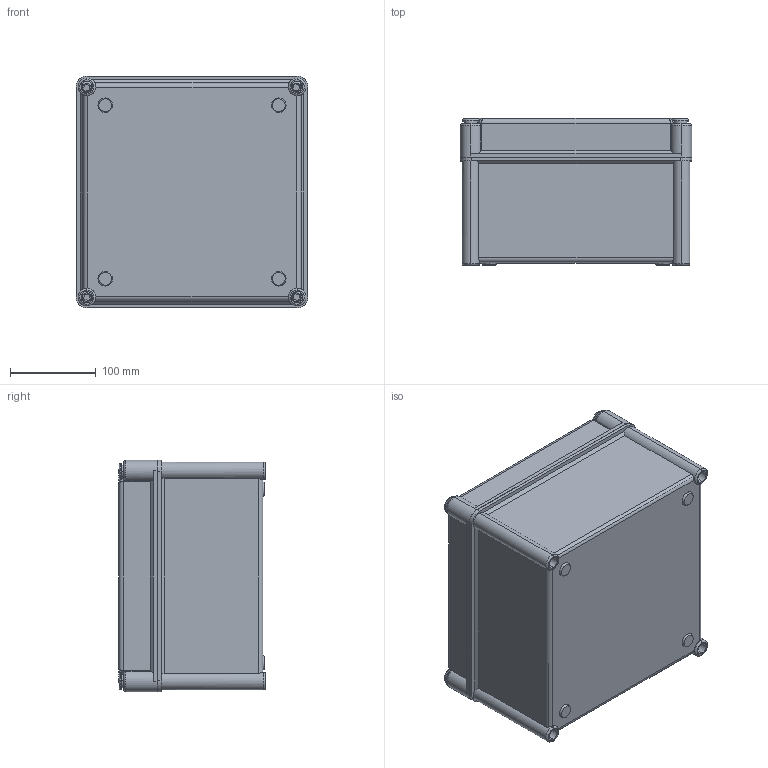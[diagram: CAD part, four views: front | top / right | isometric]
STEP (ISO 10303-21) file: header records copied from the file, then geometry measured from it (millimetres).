
FILE_DESCRIPTION (( 'STEP AP214' ), '1' );
FILE_NAME ('K-433.STEP', '2017-05-25T17:03:34', ( '' ), ( '' ), 'SwSTEP 2.0', 'SolidWorks 2017', '' );
FILE_SCHEMA (( 'AUTOMOTIVE_DESIGN' ));
Length unit declared in the file: millimetre
Products named in the file (1): K-433
Bounding box: 270 x 171 x 270 mm (x, y, z)
Volume: 1084176.1 mm3; surface area: 763717.3 mm2
Topology: 7 solids, 7 shells, 387 faces, 964 edges, 602 vertices
Faces by surface type: plane 177, cylinder 134, torus 36, cone 32, bspline 8
Entity records: 12784 total; most frequent: CARTESIAN_POINT 3492, DIRECTION 1994, ORIENTED_EDGE 1896, EDGE_CURVE 948, AXIS2_PLACEMENT_3D 776, VERTEX_POINT 602, VECTOR 442, LINE 442
